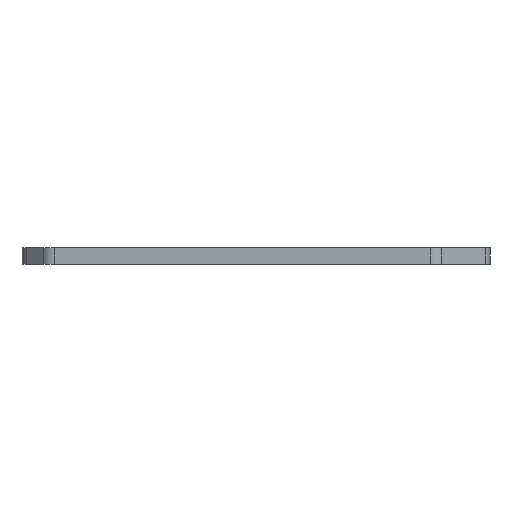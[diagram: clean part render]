
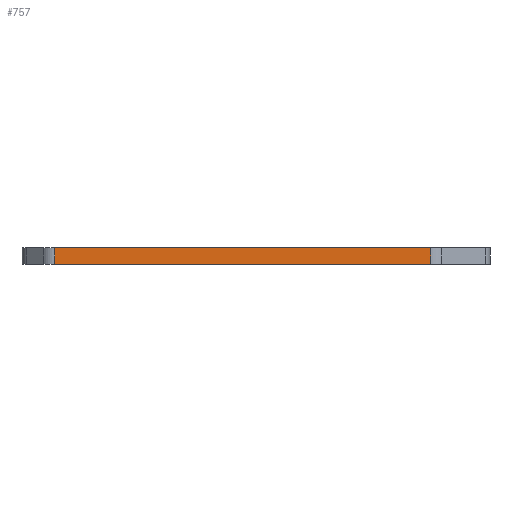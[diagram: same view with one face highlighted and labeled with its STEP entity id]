
A CAD part, left-side view. The second image highlights one B-rep face of the part: STEP entity #757.
In plain terms, the highlighted planar face has unit normal (-1, 0, 0).
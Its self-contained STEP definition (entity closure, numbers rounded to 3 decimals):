
#5 = VECTOR ( 'NONE', #79, 1000. ) ;
#79 = DIRECTION ( 'NONE',  ( 0., 0., 1. ) ) ;
#157 = DIRECTION ( 'NONE',  ( 0., 0., -1. ) ) ;
#267 = DIRECTION ( 'NONE',  ( 0., -1., 0. ) ) ;
#304 = ORIENTED_EDGE ( 'NONE', *, *, #837, .T. ) ;
#376 = EDGE_LOOP ( 'NONE', ( #1548, #304, #957, #836 ) ) ;
#454 = VERTEX_POINT ( 'NONE', #535 ) ;
#488 = VERTEX_POINT ( 'NONE', #1423 ) ;
#497 = VECTOR ( 'NONE', #267, 1000. ) ;
#535 = CARTESIAN_POINT ( 'NONE',  ( 0., 11.243, 3.175 ) ) ;
#578 = DIRECTION ( 'NONE',  ( 0., -1., 0. ) ) ;
#591 = CARTESIAN_POINT ( 'NONE',  ( 0., 0., 3.175 ) ) ;
#692 = EDGE_CURVE ( 'NONE', #1438, #454, #1034, .T. ) ;
#757 = ADVANCED_FACE ( 'NONE', ( #1107 ), #1063, .F. ) ;
#761 = CARTESIAN_POINT ( 'NONE',  ( 0., 0., 3.175 ) ) ;
#778 = CARTESIAN_POINT ( 'NONE',  ( 0., 82.657, 0. ) ) ;
#836 = ORIENTED_EDGE ( 'NONE', *, *, #1847, .T. ) ;
#837 = EDGE_CURVE ( 'NONE', #1438, #1138, #1594, .T. ) ;
#957 = ORIENTED_EDGE ( 'NONE', *, *, #1301, .T. ) ;
#1034 = LINE ( 'NONE', #591, #1060 ) ;
#1060 = VECTOR ( 'NONE', #578, 1000. ) ;
#1063 = PLANE ( 'NONE',  #1595 ) ;
#1107 = FACE_OUTER_BOUND ( 'NONE', #376, .T. ) ;
#1138 = VERTEX_POINT ( 'NONE', #1283 ) ;
#1147 = CARTESIAN_POINT ( 'NONE',  ( 0., 11.243, 3.175 ) ) ;
#1225 = LINE ( 'NONE', #1147, #5 ) ;
#1283 = CARTESIAN_POINT ( 'NONE',  ( 0., 82.657, 0. ) ) ;
#1301 = EDGE_CURVE ( 'NONE', #1138, #488, #1443, .T. ) ;
#1334 = CARTESIAN_POINT ( 'NONE',  ( 0., 0., 0. ) ) ;
#1372 = DIRECTION ( 'NONE',  ( 1., 0., 0. ) ) ;
#1423 = CARTESIAN_POINT ( 'NONE',  ( 0., 11.243, 0. ) ) ;
#1438 = VERTEX_POINT ( 'NONE', #1796 ) ;
#1443 = LINE ( 'NONE', #1334, #497 ) ;
#1539 = DIRECTION ( 'NONE',  ( 0., 0., -1. ) ) ;
#1548 = ORIENTED_EDGE ( 'NONE', *, *, #692, .F. ) ;
#1594 = LINE ( 'NONE', #778, #1616 ) ;
#1595 = AXIS2_PLACEMENT_3D ( 'NONE', #761, #1372, #1539 ) ;
#1616 = VECTOR ( 'NONE', #157, 1000. ) ;
#1796 = CARTESIAN_POINT ( 'NONE',  ( 0., 82.657, 3.175 ) ) ;
#1847 = EDGE_CURVE ( 'NONE', #488, #454, #1225, .T. ) ;
